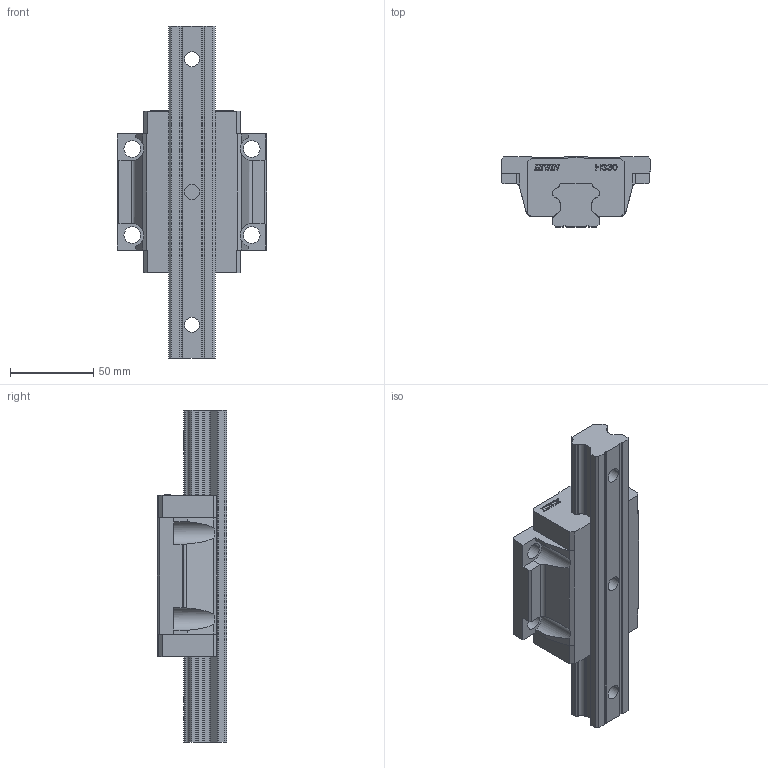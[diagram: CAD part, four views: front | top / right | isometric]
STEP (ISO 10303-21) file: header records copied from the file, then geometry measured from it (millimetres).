
FILE_DESCRIPTION((''),'2;1');
FILE_NAME('HGW30_ASM','2006-08-23T',('lansro'),(''),'PRO/ENGINEER BY PARAMETRIC TECHNOLOGY CORPORATION, 2004360','PRO/ENGINEER BY PARAMETRIC TECHNOLOGY CORPORATION, 2004360','');
FILE_SCHEMA(('CONFIG_CONTROL_DESIGN'));
Length unit declared in the file: millimetre
Products named in the file (3): HGW30; HGR30; HGW30_ASM
Assembly tree (2 placements, depth 2):
  HGW30_ASM
    HGW30
    HGR30
Bounding box: 90 x 42 x 200 mm (x, y, z)
Volume: 304011.1 mm3; surface area: 57259.8 mm2
Topology: 2 solids, 2 shells, 481 faces, 1392 edges, 928 vertices
Faces by surface type: plane 353, cylinder 68, extrusion 60
Entity records: 16096 total; most frequent: CARTESIAN_POINT 3435, ORIENTED_EDGE 2784, DIRECTION 2300, EDGE_CURVE 1392, VECTOR 1184, LINE 1124, VERTEX_POINT 928, AXIS2_PLACEMENT_3D 558
